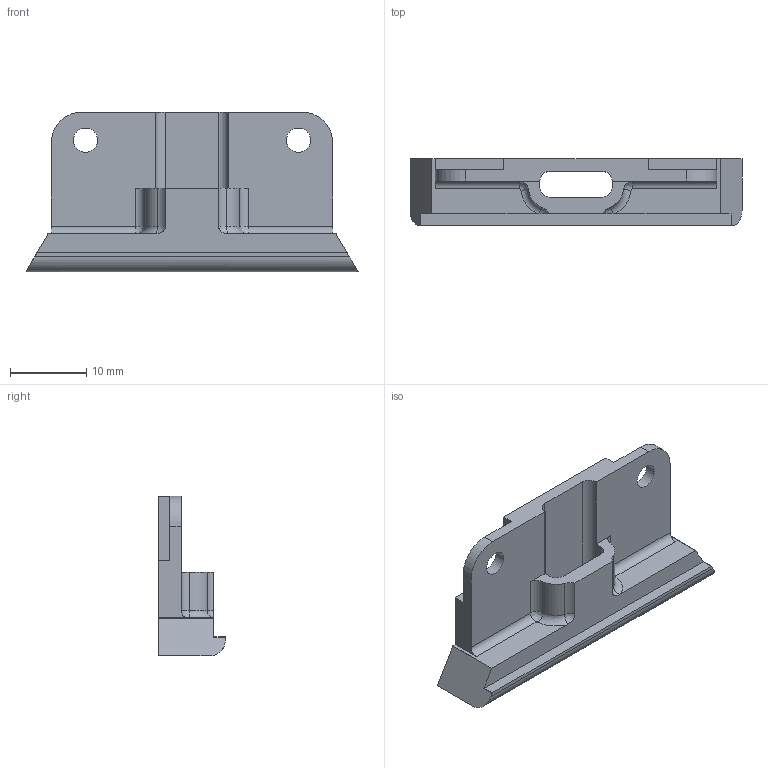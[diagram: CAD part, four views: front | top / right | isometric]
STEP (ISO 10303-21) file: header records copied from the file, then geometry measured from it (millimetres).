
FILE_DESCRIPTION(/* description */ (''),/* implementation_level */ '2;1');
FILE_NAME(/* name */ 'Rana_Digital_Printed port.step',/* time_stamp */ '2023-01-18T20:54:07-07:00',/* author */ (''),/* organization */ (''),/* preprocessor_version */ 'ST-DEVELOPER v19.2',/* originating_system */ 'Autodesk Translation Framework v11.17.0.187',/* authorisation */ '');
FILE_SCHEMA (('AUTOMOTIVE_DESIGN { 1 0 10303 214 3 1 1 }'));
Length unit declared in the file: millimetre
Products named in the file (1): FusionComponent
Bounding box: 43.66 x 8.75 x 21 mm (x, y, z)
Volume: 2926.6 mm3; surface area: 2663.6 mm2
Topology: 1 solids, 1 shells, 54 faces, 151 edges, 98 vertices
Faces by surface type: plane 31, cylinder 17, bspline 4, torus 2
Full cylindrical faces by diameter (mm): 3.2 x2
Entity records: 1817 total; most frequent: CARTESIAN_POINT 360, ORIENTED_EDGE 302, DIRECTION 291, EDGE_CURVE 151, LINE 105, VECTOR 105, VERTEX_POINT 98, AXIS2_PLACEMENT_3D 93
